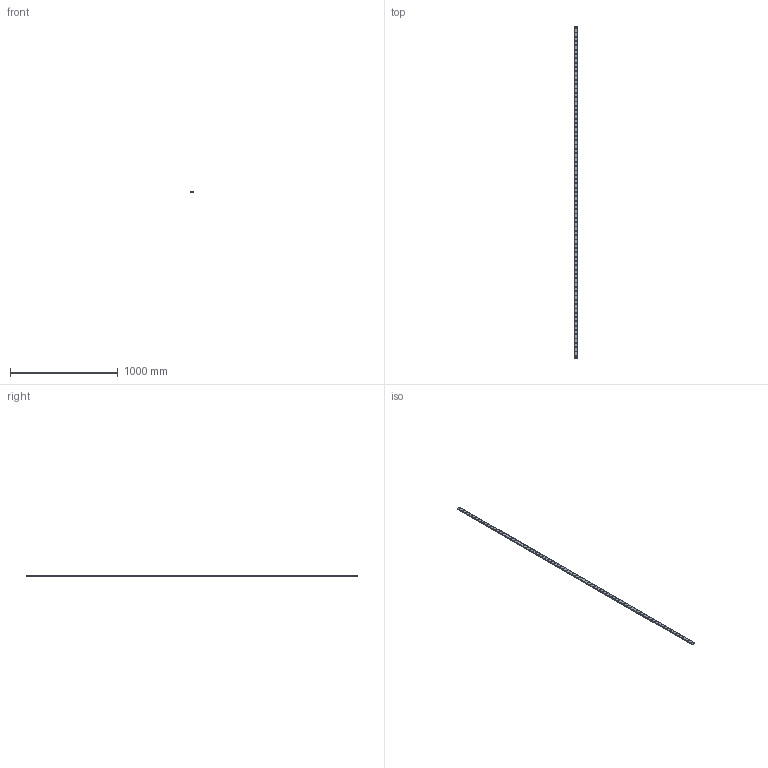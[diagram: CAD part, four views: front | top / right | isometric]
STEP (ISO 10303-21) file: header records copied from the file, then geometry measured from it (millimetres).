
FILE_DESCRIPTION(('STEP AP214'),'1');
FILE_NAME('cctmp_00953BAC-0BCB-4206-AECF-2742B2D4712E_2021_03_02_10_34_38_0080..stp','2021-03-02T09:34:38',('HIWIN GmbH'),('CADClick - www.CADClick.com'),'Spatial InterOp 3D',' ','unknown authorization');
FILE_SCHEMA(('AUTOMOTIVE_DESIGN'));
Length unit declared in the file: millimetre
Products named in the file (1): WER17R3080H_FILE
Bounding box: 33 x 3080 x 9.3 mm (x, y, z)
Volume: 850735.4 mm3; surface area: 301037.8 mm2
Topology: 1 solids, 1 shells, 1489 faces, 3063 edges, 2042 vertices
Faces by surface type: cylinder 942, plane 547
Entity records: 52197 total; most frequent: DIRECTION 7927, CARTESIAN_POINT 6595, ORIENTED_EDGE 6126, AXIS2_PLACEMENT_3D 3374, EDGE_CURVE 3063, VERTEX_POINT 2042, EDGE_LOOP 1955, CIRCLE 1884
